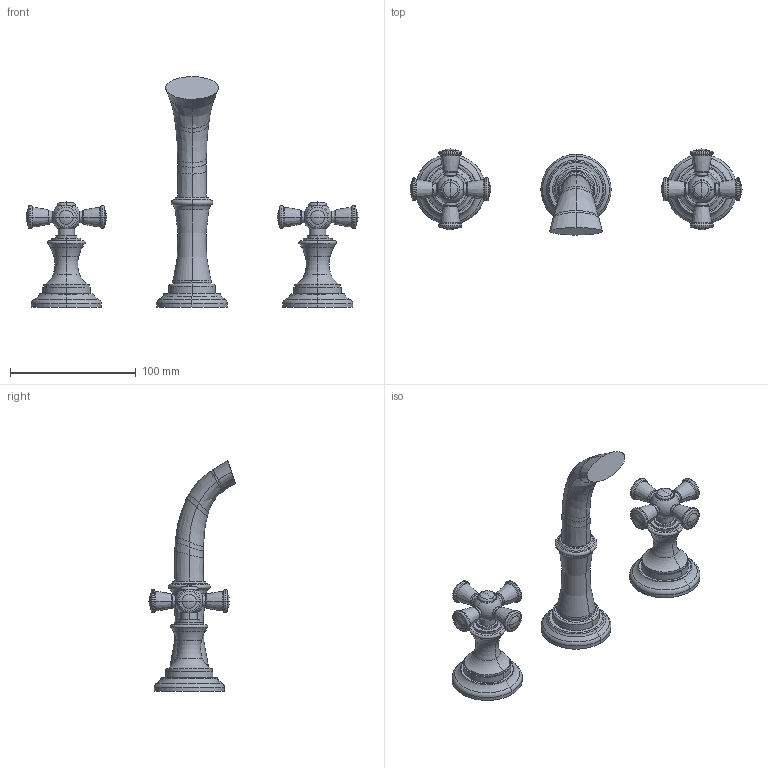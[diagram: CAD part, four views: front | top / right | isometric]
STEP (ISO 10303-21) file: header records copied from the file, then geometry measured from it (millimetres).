
FILE_DESCRIPTION((''),'2;1');
FILE_NAME('3-2441_SW0001','2020-11-30T12:36:07',('rsmith'),(''),'CREO PARAMETRIC BY PTC INC, 2018400','CREO PARAMETRIC BY PTC INC, 2018400','');
FILE_SCHEMA(('AUTOMOTIVE_DESIGN { 1 0 10303 214 1 1 1 1 }'));
Length unit declared in the file: inch
Products named in the file (1): 3-2441_SW0001
Bounding box: 264.21 x 68.67 x 183.78 mm (x, y, z)
Volume: 243037 mm3; surface area: 51650.5 mm2
Topology: 3 solids, 3 shells, 338 faces, 696 edges, 370 vertices
Faces by surface type: torus 168, cylinder 66, bspline 48, plane 28, sphere 24, cone 4
Entity records: 15289 total; most frequent: CARTESIAN_POINT 3817, DIRECTION 1728, ORIENTED_EDGE 1352, PRESENTATION_STYLE_ASSIGNMENT 981, AXIS2_PLACEMENT_3D 822, STYLED_ITEM 679, CURVE_STYLE 676, EDGE_CURVE 676
